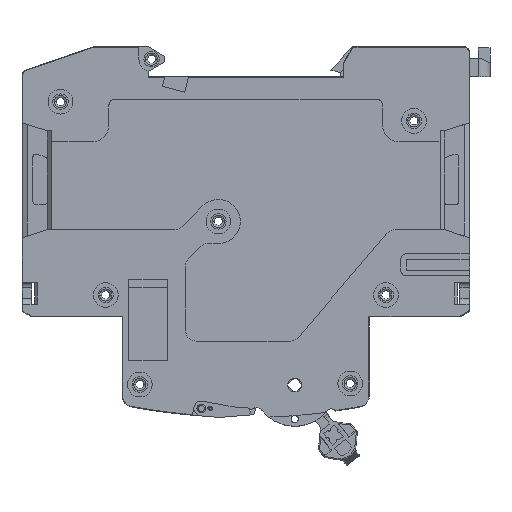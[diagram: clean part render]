
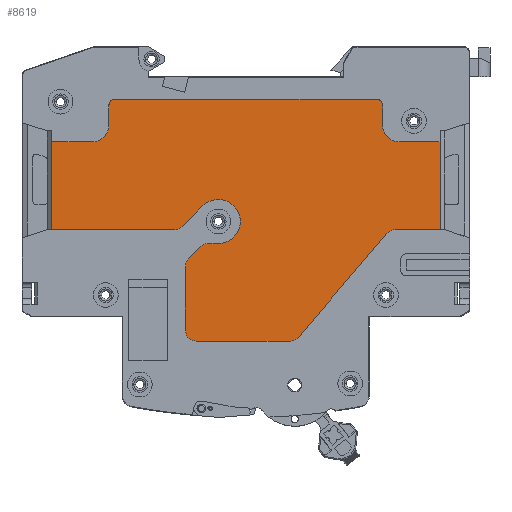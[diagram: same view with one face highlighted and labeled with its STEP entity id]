
A CAD part, front view. The second image highlights one B-rep face of the part: STEP entity #8619.
In plain terms, the highlighted face is planar.
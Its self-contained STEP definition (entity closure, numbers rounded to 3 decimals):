
#5819=CIRCLE('',#66932,2.);
#5820=CIRCLE('',#66933,4.);
#5821=CIRCLE('',#66934,2.);
#5822=CIRCLE('',#66935,2.);
#5823=CIRCLE('',#66936,2.);
#5824=CIRCLE('',#66937,2.);
#5825=CIRCLE('',#66938,2.);
#5826=CIRCLE('',#66939,3.);
#5827=CIRCLE('',#66940,1.);
#5828=CIRCLE('',#66941,1.);
#5829=CIRCLE('',#66942,3.);
#8619=ADVANCED_FACE('',(#13957),#11555,.T.);
#11555=PLANE('',#66943);
#13957=FACE_OUTER_BOUND('',#17264,.T.);
#17264=EDGE_LOOP('',(#26351,#26352,#26353,#26354,#26355,#26356,#26357,#26358,
#26359,#26360,#26361,#26362,#26363,#26364,#26365,#26366,#26367,#26368,#26369,
#26370,#26371,#26372,#26373,#26374,#26375,#26376));
#26351=ORIENTED_EDGE('',*,*,#46871,.T.);
#26352=ORIENTED_EDGE('',*,*,#46872,.T.);
#26353=ORIENTED_EDGE('',*,*,#46873,.T.);
#26354=ORIENTED_EDGE('',*,*,#46874,.T.);
#26355=ORIENTED_EDGE('',*,*,#46875,.T.);
#26356=ORIENTED_EDGE('',*,*,#46876,.T.);
#26357=ORIENTED_EDGE('',*,*,#46877,.T.);
#26358=ORIENTED_EDGE('',*,*,#46878,.T.);
#26359=ORIENTED_EDGE('',*,*,#46879,.T.);
#26360=ORIENTED_EDGE('',*,*,#46880,.T.);
#26361=ORIENTED_EDGE('',*,*,#46881,.T.);
#26362=ORIENTED_EDGE('',*,*,#46882,.T.);
#26363=ORIENTED_EDGE('',*,*,#46883,.T.);
#26364=ORIENTED_EDGE('',*,*,#46884,.T.);
#26365=ORIENTED_EDGE('',*,*,#46885,.T.);
#26366=ORIENTED_EDGE('',*,*,#46886,.T.);
#26367=ORIENTED_EDGE('',*,*,#46887,.T.);
#26368=ORIENTED_EDGE('',*,*,#46888,.T.);
#26369=ORIENTED_EDGE('',*,*,#46889,.T.);
#26370=ORIENTED_EDGE('',*,*,#46890,.T.);
#26371=ORIENTED_EDGE('',*,*,#46891,.T.);
#26372=ORIENTED_EDGE('',*,*,#46892,.T.);
#26373=ORIENTED_EDGE('',*,*,#46893,.T.);
#26374=ORIENTED_EDGE('',*,*,#46894,.T.);
#26375=ORIENTED_EDGE('',*,*,#46895,.T.);
#26376=ORIENTED_EDGE('',*,*,#46896,.T.);
#39843=VERTEX_POINT('',#96335);
#39844=VERTEX_POINT('',#96336);
#39845=VERTEX_POINT('',#96338);
#39846=VERTEX_POINT('',#96340);
#39847=VERTEX_POINT('',#96342);
#39848=VERTEX_POINT('',#96344);
#39849=VERTEX_POINT('',#96346);
#39850=VERTEX_POINT('',#96348);
#39851=VERTEX_POINT('',#96350);
#39852=VERTEX_POINT('',#96352);
#39853=VERTEX_POINT('',#96354);
#39854=VERTEX_POINT('',#96356);
#39855=VERTEX_POINT('',#96358);
#39856=VERTEX_POINT('',#96360);
#39857=VERTEX_POINT('',#96362);
#39858=VERTEX_POINT('',#96364);
#39859=VERTEX_POINT('',#96366);
#39860=VERTEX_POINT('',#96368);
#39861=VERTEX_POINT('',#96370);
#39862=VERTEX_POINT('',#96372);
#39863=VERTEX_POINT('',#96374);
#39864=VERTEX_POINT('',#96376);
#39865=VERTEX_POINT('',#96378);
#39866=VERTEX_POINT('',#96380);
#39867=VERTEX_POINT('',#96382);
#39868=VERTEX_POINT('',#96384);
#46871=EDGE_CURVE('',#39843,#39844,#55046,.T.);
#46872=EDGE_CURVE('',#39844,#39845,#5819,.T.);
#46873=EDGE_CURVE('',#39845,#39846,#55047,.T.);
#46874=EDGE_CURVE('',#39846,#39847,#5820,.T.);
#46875=EDGE_CURVE('',#39847,#39848,#55048,.T.);
#46876=EDGE_CURVE('',#39848,#39849,#5821,.T.);
#46877=EDGE_CURVE('',#39849,#39850,#55049,.T.);
#46878=EDGE_CURVE('',#39850,#39851,#5822,.T.);
#46879=EDGE_CURVE('',#39851,#39852,#55050,.T.);
#46880=EDGE_CURVE('',#39852,#39853,#5823,.T.);
#46881=EDGE_CURVE('',#39853,#39854,#55051,.T.);
#46882=EDGE_CURVE('',#39854,#39855,#5824,.T.);
#46883=EDGE_CURVE('',#39855,#39856,#55052,.T.);
#46884=EDGE_CURVE('',#39856,#39857,#5825,.T.);
#46885=EDGE_CURVE('',#39857,#39858,#55053,.T.);
#46886=EDGE_CURVE('',#39858,#39859,#55054,.T.);
#46887=EDGE_CURVE('',#39859,#39860,#55055,.T.);
#46888=EDGE_CURVE('',#39860,#39861,#5826,.T.);
#46889=EDGE_CURVE('',#39861,#39862,#55056,.T.);
#46890=EDGE_CURVE('',#39862,#39863,#5827,.T.);
#46891=EDGE_CURVE('',#39863,#39864,#55057,.T.);
#46892=EDGE_CURVE('',#39864,#39865,#5828,.T.);
#46893=EDGE_CURVE('',#39865,#39866,#55058,.T.);
#46894=EDGE_CURVE('',#39866,#39867,#5829,.T.);
#46895=EDGE_CURVE('',#39867,#39868,#55059,.T.);
#46896=EDGE_CURVE('',#39868,#39843,#55060,.T.);
#55046=LINE('',#96334,#61258);
#55047=LINE('',#96339,#61259);
#55048=LINE('',#96343,#61260);
#55049=LINE('',#96347,#61261);
#55050=LINE('',#96351,#61262);
#55051=LINE('',#96355,#61263);
#55052=LINE('',#96359,#61264);
#55053=LINE('',#96363,#61265);
#55054=LINE('',#96365,#61266);
#55055=LINE('',#96367,#61267);
#55056=LINE('',#96371,#61268);
#55057=LINE('',#96375,#61269);
#55058=LINE('',#96379,#61270);
#55059=LINE('',#96383,#61271);
#55060=LINE('',#96385,#61272);
#61258=VECTOR('',#77221,1.);
#61259=VECTOR('',#77224,1.);
#61260=VECTOR('',#77227,1.);
#61261=VECTOR('',#77230,1.);
#61262=VECTOR('',#77233,1.);
#61263=VECTOR('',#77236,1.);
#61264=VECTOR('',#77239,1.);
#61265=VECTOR('',#77242,1.);
#61266=VECTOR('',#77243,1.);
#61267=VECTOR('',#77244,1.);
#61268=VECTOR('',#77247,1.);
#61269=VECTOR('',#77250,1.);
#61270=VECTOR('',#77253,1.);
#61271=VECTOR('',#77256,1.);
#61272=VECTOR('',#77257,1.);
#66932=AXIS2_PLACEMENT_3D('',#96337,#77222,#77223);
#66933=AXIS2_PLACEMENT_3D('',#96341,#77225,#77226);
#66934=AXIS2_PLACEMENT_3D('',#96345,#77228,#77229);
#66935=AXIS2_PLACEMENT_3D('',#96349,#77231,#77232);
#66936=AXIS2_PLACEMENT_3D('',#96353,#77234,#77235);
#66937=AXIS2_PLACEMENT_3D('',#96357,#77237,#77238);
#66938=AXIS2_PLACEMENT_3D('',#96361,#77240,#77241);
#66939=AXIS2_PLACEMENT_3D('',#96369,#77245,#77246);
#66940=AXIS2_PLACEMENT_3D('',#96373,#77248,#77249);
#66941=AXIS2_PLACEMENT_3D('',#96377,#77251,#77252);
#66942=AXIS2_PLACEMENT_3D('',#96381,#77254,#77255);
#66943=AXIS2_PLACEMENT_3D('',#96386,#77258,#77259);
#77221=DIRECTION('',(-1.,0.,0.));
#77222=DIRECTION('',(0.,1.,0.));
#77223=DIRECTION('',(0.,0.,-1.));
#77224=DIRECTION('',(-0.707,0.,0.707));
#77225=DIRECTION('',(0.,-1.,0.));
#77226=DIRECTION('',(0.707,0.,0.707));
#77227=DIRECTION('',(1.,0.,0.));
#77228=DIRECTION('',(0.,1.,0.));
#77229=DIRECTION('',(0.,0.,1.));
#77230=DIRECTION('',(0.707,0.,-0.707));
#77231=DIRECTION('',(0.,1.,0.));
#77232=DIRECTION('',(0.707,0.,0.707));
#77233=DIRECTION('',(0.,0.,-1.));
#77234=DIRECTION('',(0.,1.,0.));
#77235=DIRECTION('',(1.,0.,0.));
#77236=DIRECTION('',(-1.,0.,0.));
#77237=DIRECTION('',(0.,1.,0.));
#77238=DIRECTION('',(0.,0.,-1.));
#77239=DIRECTION('',(-0.648,0.,0.762));
#77240=DIRECTION('',(0.,-1.,0.));
#77241=DIRECTION('',(0.762,0.,0.648));
#77242=DIRECTION('',(-1.,0.,0.));
#77243=DIRECTION('',(0.,0.,1.));
#77244=DIRECTION('',(1.,0.,0.));
#77245=DIRECTION('',(0.,-1.,0.));
#77246=DIRECTION('',(0.,0.,-1.));
#77247=DIRECTION('',(0.,0.,1.));
#77248=DIRECTION('',(0.,1.,0.));
#77249=DIRECTION('',(-1.,0.,0.));
#77250=DIRECTION('',(1.,0.,0.));
#77251=DIRECTION('',(0.,1.,0.));
#77252=DIRECTION('',(0.,0.,1.));
#77253=DIRECTION('',(0.,0.,-1.));
#77254=DIRECTION('',(0.,-1.,0.));
#77255=DIRECTION('',(-1.,0.,0.));
#77256=DIRECTION('',(1.,0.,0.));
#77257=DIRECTION('',(0.,0.,-1.));
#77258=DIRECTION('',(0.,1.,0.));
#77259=DIRECTION('',(0.,0.,-1.));
#96334=CARTESIAN_POINT('',(35.35,14.1,-8.7));
#96335=CARTESIAN_POINT('',(35.35,14.1,-8.7));
#96336=CARTESIAN_POINT('',(12.985,14.1,-8.7));
#96337=CARTESIAN_POINT('',(12.985,14.1,-6.7));
#96338=CARTESIAN_POINT('',(11.571,14.1,-8.114));
#96339=CARTESIAN_POINT('',(11.571,14.1,-8.114));
#96340=CARTESIAN_POINT('',(7.828,14.1,-4.372));
#96341=CARTESIAN_POINT('',(5.,14.1,-7.2));
#96342=CARTESIAN_POINT('',(5.,14.1,-11.2));
#96343=CARTESIAN_POINT('',(5.,14.1,-11.2));
#96344=CARTESIAN_POINT('',(6.757,14.1,-11.2));
#96345=CARTESIAN_POINT('',(6.757,14.1,-13.2));
#96346=CARTESIAN_POINT('',(8.172,14.1,-11.786));
#96347=CARTESIAN_POINT('',(8.172,14.1,-11.786));
#96348=CARTESIAN_POINT('',(10.414,14.1,-14.028));
#96349=CARTESIAN_POINT('',(9.,14.1,-15.443));
#96350=CARTESIAN_POINT('',(11.,14.1,-15.443));
#96351=CARTESIAN_POINT('',(11.,14.1,-15.443));
#96352=CARTESIAN_POINT('',(11.,14.1,-27.));
#96353=CARTESIAN_POINT('',(9.,14.1,-27.));
#96354=CARTESIAN_POINT('',(9.,14.1,-29.));
#96355=CARTESIAN_POINT('',(9.,14.1,-29.));
#96356=CARTESIAN_POINT('',(-8.075,14.1,-29.));
#96357=CARTESIAN_POINT('',(-8.075,14.1,-27.));
#96358=CARTESIAN_POINT('',(-9.599,14.1,-28.295));
#96359=CARTESIAN_POINT('',(-9.599,14.1,-28.295));
#96360=CARTESIAN_POINT('',(-25.651,14.1,-9.405));
#96361=CARTESIAN_POINT('',(-27.175,14.1,-10.7));
#96362=CARTESIAN_POINT('',(-27.175,14.1,-8.7));
#96363=CARTESIAN_POINT('',(-27.175,14.1,-8.7));
#96364=CARTESIAN_POINT('',(-35.35,14.1,-8.7));
#96365=CARTESIAN_POINT('',(-35.35,14.1,-8.7));
#96366=CARTESIAN_POINT('',(-35.35,14.1,7.3));
#96367=CARTESIAN_POINT('',(-35.35,14.1,7.3));
#96368=CARTESIAN_POINT('',(-27.921,14.1,7.3));
#96369=CARTESIAN_POINT('',(-27.921,14.1,10.3));
#96370=CARTESIAN_POINT('',(-24.921,14.1,10.3));
#96371=CARTESIAN_POINT('',(-24.921,14.1,10.3));
#96372=CARTESIAN_POINT('',(-24.921,14.1,14.));
#96373=CARTESIAN_POINT('',(-23.921,14.1,14.));
#96374=CARTESIAN_POINT('',(-23.921,14.1,15.));
#96375=CARTESIAN_POINT('',(-23.921,14.1,15.));
#96376=CARTESIAN_POINT('',(23.921,14.1,15.));
#96377=CARTESIAN_POINT('',(23.921,14.1,14.));
#96378=CARTESIAN_POINT('',(24.921,14.1,14.));
#96379=CARTESIAN_POINT('',(24.921,14.1,14.));
#96380=CARTESIAN_POINT('',(24.921,14.1,10.3));
#96381=CARTESIAN_POINT('',(27.921,14.1,10.3));
#96382=CARTESIAN_POINT('',(27.921,14.1,7.3));
#96383=CARTESIAN_POINT('',(27.921,14.1,7.3));
#96384=CARTESIAN_POINT('',(35.35,14.1,7.3));
#96385=CARTESIAN_POINT('',(35.35,14.1,7.3));
#96386=CARTESIAN_POINT('',(0.,14.1,0.));
